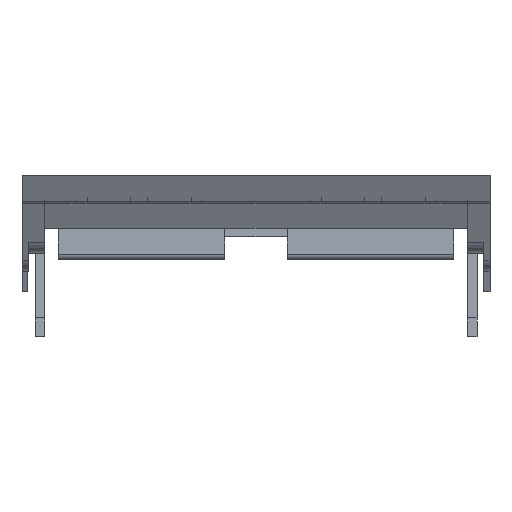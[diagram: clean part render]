
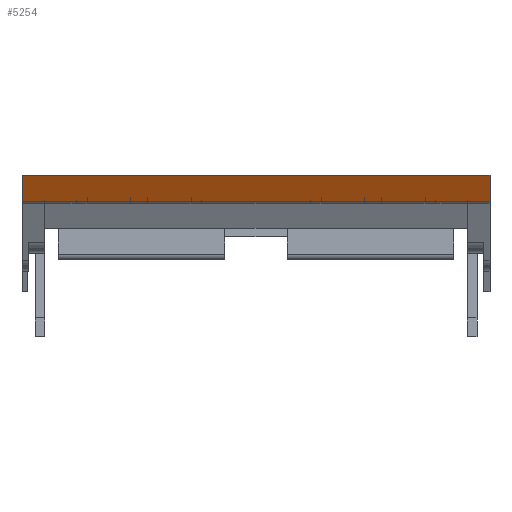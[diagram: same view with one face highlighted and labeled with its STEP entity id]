
A CAD part, front view. The second image highlights one B-rep face of the part: STEP entity #5254.
In plain terms, the highlighted planar face has unit normal (0, -0.873, -0.489).
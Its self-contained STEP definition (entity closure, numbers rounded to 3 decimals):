
#5241=AXIS2_PLACEMENT_3D('Plane Axis2P3D',#5238,#5239,#5240) ;
#1318=CARTESIAN_POINT('Vertex',(0.,1.425,12.955)) ;
#1321=CARTESIAN_POINT('Line Origine',(0.,0.713,14.227)) ;
#1325=CARTESIAN_POINT('Vertex',(0.,0.,15.5)) ;
#1543=CARTESIAN_POINT('Vertex',(45.,0.,15.5)) ;
#1546=CARTESIAN_POINT('Line Origine',(45.,0.713,14.227)) ;
#1550=CARTESIAN_POINT('Vertex',(45.,1.425,12.955)) ;
#5108=CARTESIAN_POINT('Line Origine',(11.911,1.425,12.955)) ;
#5238=CARTESIAN_POINT('Axis2P3D Location',(11.25,1.507,12.809)) ;
#5243=CARTESIAN_POINT('Line Origine',(22.5,0.,15.5)) ;
#1322=DIRECTION('Vector Direction',(0.,-0.489,0.872)) ;
#1547=DIRECTION('Vector Direction',(0.,-0.489,0.872)) ;
#5109=DIRECTION('Vector Direction',(-1.,0.,0.)) ;
#5239=DIRECTION('Axis2P3D Direction',(0.,0.872,0.489)) ;
#5240=DIRECTION('Axis2P3D XDirection',(0.,-0.489,0.872)) ;
#5244=DIRECTION('Vector Direction',(-1.,0.,0.)) ;
#1323=VECTOR('Line Direction',#1322,1.) ;
#1548=VECTOR('Line Direction',#1547,1.) ;
#5110=VECTOR('Line Direction',#5109,1.) ;
#5245=VECTOR('Line Direction',#5244,1.) ;
#5249=ORIENTED_EDGE('',*,*,#5112,.F.) ;
#5250=ORIENTED_EDGE('',*,*,#1552,.F.) ;
#5251=ORIENTED_EDGE('',*,*,#5247,.T.) ;
#5252=ORIENTED_EDGE('',*,*,#1327,.F.) ;
#5254=ADVANCED_FACE('FRONT',(#5253),#5242,.F.) ;
#1327=EDGE_CURVE('',#1319,#1326,#1324,.T.) ;
#1552=EDGE_CURVE('',#1544,#1551,#1549,.F.) ;
#5112=EDGE_CURVE('',#1551,#1319,#5111,.T.) ;
#5247=EDGE_CURVE('',#1544,#1326,#5246,.T.) ;
#5248=EDGE_LOOP('',(#5249,#5250,#5251,#5252)) ;
#5253=FACE_OUTER_BOUND('',#5248,.T.) ;
#1324=LINE('Line',#1321,#1323) ;
#1549=LINE('Line',#1546,#1548) ;
#5111=LINE('Line',#5108,#5110) ;
#5246=LINE('Line',#5243,#5245) ;
#5242=PLANE('',#5241) ;
#1319=VERTEX_POINT('',#1318) ;
#1326=VERTEX_POINT('',#1325) ;
#1544=VERTEX_POINT('',#1543) ;
#1551=VERTEX_POINT('',#1550) ;
